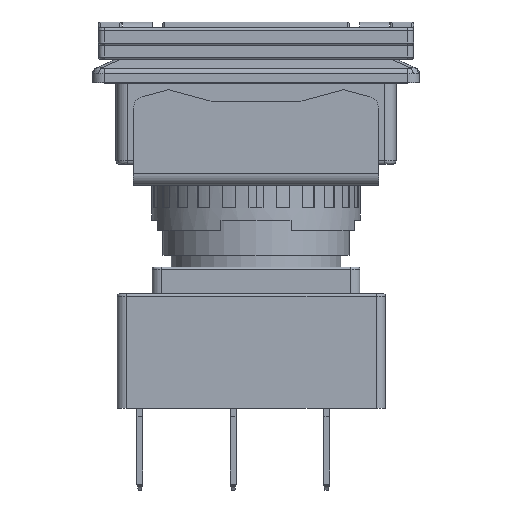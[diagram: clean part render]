
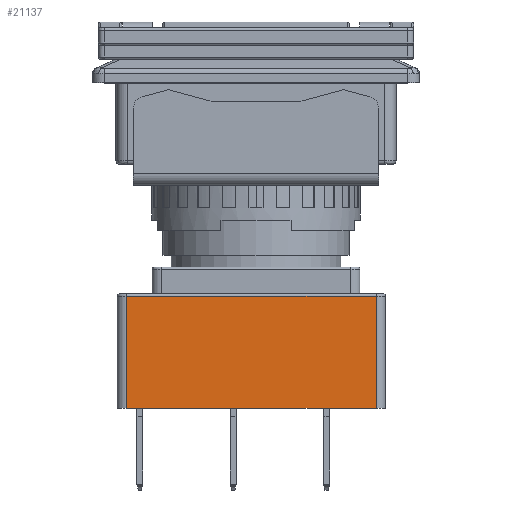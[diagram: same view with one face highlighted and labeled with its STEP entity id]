
A CAD part, front view. The second image highlights one B-rep face of the part: STEP entity #21137.
In plain terms, the highlighted planar face has unit normal (0, -1, 0).
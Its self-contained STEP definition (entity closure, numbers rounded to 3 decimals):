
#1960 = VECTOR ( 'NONE', #3743, 1000. ) ;
#2542 = CARTESIAN_POINT ( 'NONE',  ( -11.1, -11.9, 4.8 ) ) ;
#3743 = DIRECTION ( 'NONE',  ( 0., 0., -1. ) ) ;
#3810 = EDGE_CURVE ( 'NONE', #18985, #15719, #8880, .T. ) ;
#4818 = VERTEX_POINT ( 'NONE', #13603 ) ;
#4962 = ORIENTED_EDGE ( 'NONE', *, *, #10130, .F. ) ;
#7025 = DIRECTION ( 'NONE',  ( 0., 0., 1. ) ) ;
#7256 = LINE ( 'NONE', #14713, #18248 ) ;
#8880 = LINE ( 'NONE', #16323, #22529 ) ;
#10009 = DIRECTION ( 'NONE',  ( 0., 0., 1. ) ) ;
#10130 = EDGE_CURVE ( 'NONE', #4818, #18985, #19282, .T. ) ;
#12132 = EDGE_CURVE ( 'NONE', #4818, #22446, #7256, .T. ) ;
#12396 = FACE_OUTER_BOUND ( 'NONE', #14636, .T. ) ;
#13043 = LINE ( 'NONE', #20451, #1960 ) ;
#13603 = CARTESIAN_POINT ( 'NONE',  ( -11.1, -11.9, 0. ) ) ;
#14170 = CARTESIAN_POINT ( 'NONE',  ( 10.3, -11.9, 9.6 ) ) ;
#14636 = EDGE_LOOP ( 'NONE', ( #23746, #4962, #16072, #19608 ) ) ;
#14713 = CARTESIAN_POINT ( 'NONE',  ( -0.4, -11.9, 0. ) ) ;
#15673 = CARTESIAN_POINT ( 'NONE',  ( 10.3, -11.9, 0. ) ) ;
#15719 = VERTEX_POINT ( 'NONE', #14170 ) ;
#16072 = ORIENTED_EDGE ( 'NONE', *, *, #12132, .T. ) ;
#16201 = EDGE_CURVE ( 'NONE', #15719, #22446, #13043, .T. ) ;
#16298 = CARTESIAN_POINT ( 'NONE',  ( -11.1, -11.9, 0. ) ) ;
#16323 = CARTESIAN_POINT ( 'NONE',  ( -0.4, -11.9, 9.6 ) ) ;
#17711 = CARTESIAN_POINT ( 'NONE',  ( -11.1, -11.9, 9.6 ) ) ;
#18248 = VECTOR ( 'NONE', #22112, 1000. ) ;
#18985 = VERTEX_POINT ( 'NONE', #17711 ) ;
#19282 = LINE ( 'NONE', #2542, #22492 ) ;
#19608 = ORIENTED_EDGE ( 'NONE', *, *, #16201, .F. ) ;
#19826 = PLANE ( 'NONE',  #20784 ) ;
#20451 = CARTESIAN_POINT ( 'NONE',  ( 10.3, -11.9, 4.8 ) ) ;
#20784 = AXIS2_PLACEMENT_3D ( 'NONE', #16298, #23730, #7025 ) ;
#21137 = ADVANCED_FACE ( 'NONE', ( #12396 ), #19826, .F. ) ;
#22112 = DIRECTION ( 'NONE',  ( 1., 0., 0. ) ) ;
#22446 = VERTEX_POINT ( 'NONE', #15673 ) ;
#22492 = VECTOR ( 'NONE', #10009, 1000. ) ;
#22529 = VECTOR ( 'NONE', #23755, 1000. ) ;
#23730 = DIRECTION ( 'NONE',  ( 0., 1., 0. ) ) ;
#23746 = ORIENTED_EDGE ( 'NONE', *, *, #3810, .F. ) ;
#23755 = DIRECTION ( 'NONE',  ( 1., 0., 0. ) ) ;
